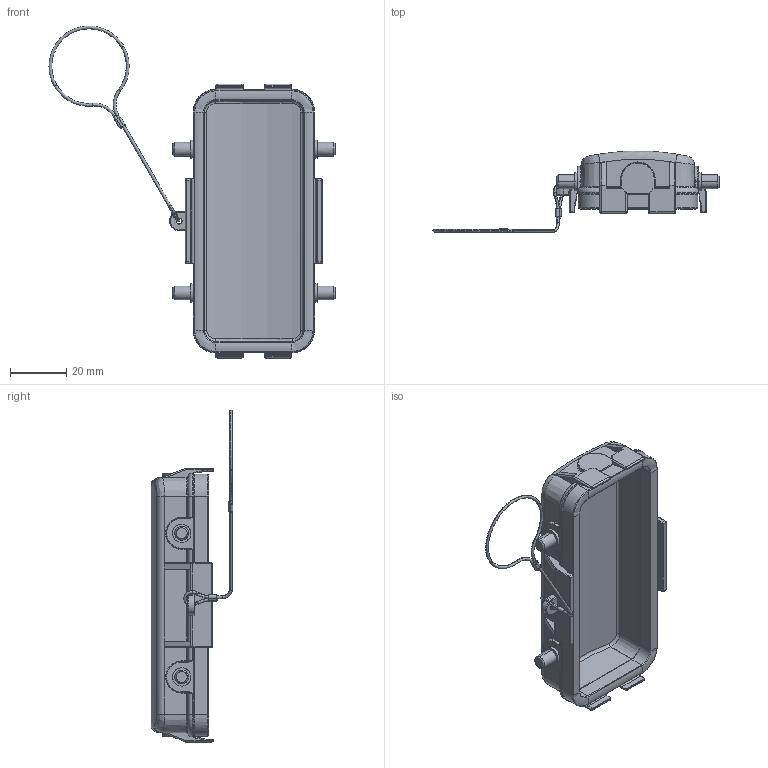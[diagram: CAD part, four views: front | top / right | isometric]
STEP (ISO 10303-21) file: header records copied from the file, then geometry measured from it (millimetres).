
FILE_DESCRIPTION (( 'STEP AP203' ), '1' );
FILE_NAME ('3D_1110160308103_H16B-MCV-4B_1S_V1.0.STP', '2021-05-26T07:59:08', ( '' ), ( '' ), 'SwSTEP 2.0', 'SolidWorks 2016', '' );
FILE_SCHEMA (( 'CONFIG_CONTROL_DESIGN' ));
Length unit declared in the file: millimetre
Products named in the file (1): 3D_1110160308103_H16B-MCV-4B_1S_V1.0
Bounding box: 101.57 x 29.03 x 117.83 mm (x, y, z)
Volume: 24598.9 mm3; surface area: 22138.6 mm2
Topology: 1 solids, 1 shells, 569 faces, 1388 edges, 826 vertices
Faces by surface type: cylinder 232, plane 152, bspline 76, torus 69, cone 28, sphere 12
Entity records: 22368 total; most frequent: CARTESIAN_POINT 10109, ORIENTED_EDGE 2754, DIRECTION 2227, EDGE_CURVE 1377, AXIS2_PLACEMENT_3D 836, VERTEX_POINT 826, EDGE_LOOP 593, ADVANCED_FACE 569
